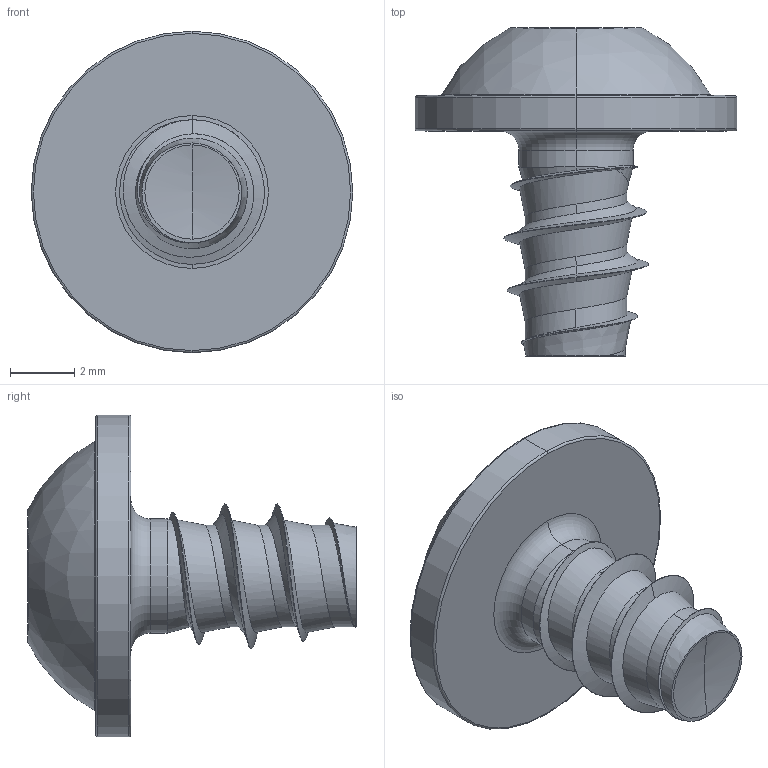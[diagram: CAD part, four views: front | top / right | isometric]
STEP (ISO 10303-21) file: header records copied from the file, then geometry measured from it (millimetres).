
FILE_DESCRIPTION (( 'STEP AP203' ), '1' );
FILE_NAME ('STP380450070.STEP', '2017-08-15T17:53:14', ( '' ), ( '' ), 'SwSTEP 2.0', 'SolidWorks 2015', '' );
FILE_SCHEMA (( 'CONFIG_CONTROL_DESIGN' ));
Length unit declared in the file: millimetre
Products named in the file (1): STP380450070
Bounding box: 10 x 10.2 x 10 mm (x, y, z)
Volume: 208.7 mm3; surface area: 330.1 mm2
Topology: 1 solids, 1 shells, 92 faces, 219 edges, 130 vertices
Faces by surface type: bspline 35, cylinder 32, cone 10, torus 8, sphere 4, plane 3
Entity records: 12024 total; most frequent: CARTESIAN_POINT 10133, ORIENTED_EDGE 434, DIRECTION 298, EDGE_CURVE 217, VERTEX_POINT 130, AXIS2_PLACEMENT_3D 126, B_SPLINE_CURVE_WITH_KNOTS 96, EDGE_LOOP 95
